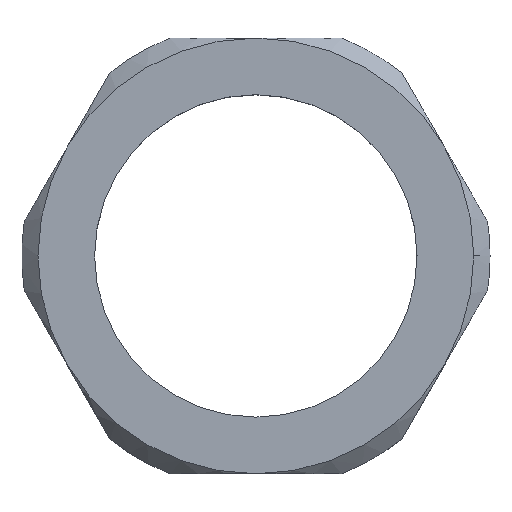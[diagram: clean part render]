
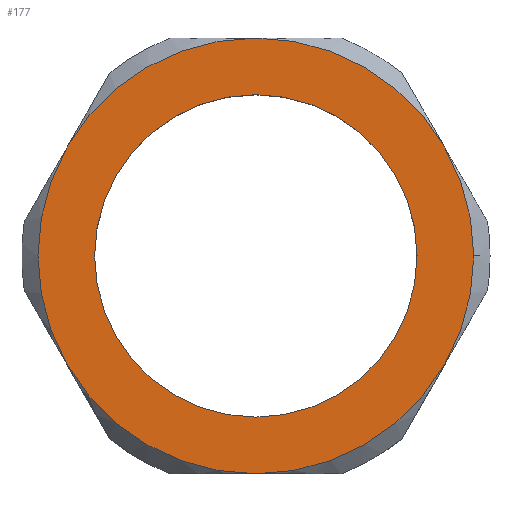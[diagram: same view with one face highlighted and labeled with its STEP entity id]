
A CAD part, top view. The second image highlights one B-rep face of the part: STEP entity #177.
In plain terms, the highlighted planar face has unit normal (0, 0, 1).
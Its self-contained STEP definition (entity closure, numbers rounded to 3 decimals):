
#3 = AXIS2_PLACEMENT_3D ( 'NONE', #623, #622, #621 ) ;
#7 = AXIS2_PLACEMENT_3D ( 'NONE', #613, #609, #608 ) ;
#10 = AXIS2_PLACEMENT_3D ( 'NONE', #311, #315, #316 ) ;
#12 = AXIS2_PLACEMENT_3D ( 'NONE', #317, #318, #319 ) ;
#23 = AXIS2_PLACEMENT_3D ( 'NONE', #592, #588, #587 ) ;
#28 = AXIS2_PLACEMENT_3D ( 'NONE', #586, #585, #584 ) ;
#29 = AXIS2_PLACEMENT_3D ( 'NONE', #577, #576, #575 ) ;
#31 = AXIS2_PLACEMENT_3D ( 'NONE', #580, #579, #578 ) ;
#32 = AXIS2_PLACEMENT_3D ( 'NONE', #583, #582, #581 ) ;
#43 = FACE_BOUND ( 'NONE', #751, .T. ) ;
#44 = FACE_OUTER_BOUND ( 'NONE', #733, .T. ) ;
#46 = AXIS2_PLACEMENT_3D ( 'NONE', #346, #347, #348 ) ;
#135 = EDGE_CURVE ( 'NONE', #780, #783, #186, .T. ) ;
#139 = EDGE_CURVE ( 'NONE', #784, #785, #235, .T. ) ;
#146 = EDGE_CURVE ( 'NONE', #785, #784, #231, .T. ) ;
#147 = EDGE_CURVE ( 'NONE', #788, #780, #230, .T. ) ;
#148 = EDGE_CURVE ( 'NONE', #783, #789, #229, .T. ) ;
#149 = EDGE_CURVE ( 'NONE', #789, #790, #227, .T. ) ;
#150 = EDGE_CURVE ( 'NONE', #790, #791, #226, .T. ) ;
#168 = EDGE_CURVE ( 'NONE', #792, #788, #225, .T. ) ;
#169 = EDGE_CURVE ( 'NONE', #791, #792, #224, .T. ) ;
#177 = ADVANCED_FACE ( 'NONE', ( #43, #44 ), #345, .T. ) ;
#186 = CIRCLE ( 'NONE', #3, 7.5 ) ;
#224 = CIRCLE ( 'NONE', #12, 7.5 ) ;
#225 = CIRCLE ( 'NONE', #10, 7.5 ) ;
#226 = CIRCLE ( 'NONE', #29, 7.5 ) ;
#227 = CIRCLE ( 'NONE', #31, 7.5 ) ;
#229 = CIRCLE ( 'NONE', #32, 7.5 ) ;
#230 = CIRCLE ( 'NONE', #28, 7.5 ) ;
#231 = CIRCLE ( 'NONE', #23, 5.55 ) ;
#235 = CIRCLE ( 'NONE', #7, 5.55 ) ;
#311 = CARTESIAN_POINT ( 'NONE',  ( 0., 0., 2.8 ) ) ;
#315 = DIRECTION ( 'NONE',  ( 0., 0., 1. ) ) ;
#316 = DIRECTION ( 'NONE',  ( 1., 0., 0. ) ) ;
#317 = CARTESIAN_POINT ( 'NONE',  ( 0., 0., 2.8 ) ) ;
#318 = DIRECTION ( 'NONE',  ( 0., 0., 1. ) ) ;
#319 = DIRECTION ( 'NONE',  ( 1., 0., 0. ) ) ;
#345 = PLANE ( 'NONE',  #46 ) ;
#346 = CARTESIAN_POINT ( 'NONE',  ( 0., 0., 2.8 ) ) ;
#347 = DIRECTION ( 'NONE',  ( 0., 0., 1. ) ) ;
#348 = DIRECTION ( 'NONE',  ( 1., 0., 0. ) ) ;
#495 = CARTESIAN_POINT ( 'NONE',  ( 7.5, 0., 2.8 ) ) ;
#498 = CARTESIAN_POINT ( 'NONE',  ( 6.495, 3.75, 2.8 ) ) ;
#499 = CARTESIAN_POINT ( 'NONE',  ( -5.55, 0., 2.8 ) ) ;
#500 = CARTESIAN_POINT ( 'NONE',  ( 5.55, 0., 2.8 ) ) ;
#503 = CARTESIAN_POINT ( 'NONE',  ( 6.495, -3.75, 2.8 ) ) ;
#504 = CARTESIAN_POINT ( 'NONE',  ( 0., 7.5, 2.8 ) ) ;
#505 = CARTESIAN_POINT ( 'NONE',  ( -6.495, 3.75, 2.8 ) ) ;
#506 = CARTESIAN_POINT ( 'NONE',  ( -6.495, -3.75, 2.8 ) ) ;
#507 = CARTESIAN_POINT ( 'NONE',  ( 0., -7.5, 2.8 ) ) ;
#575 = DIRECTION ( 'NONE',  ( 1., 0., 0. ) ) ;
#576 = DIRECTION ( 'NONE',  ( 0., 0., 1. ) ) ;
#577 = CARTESIAN_POINT ( 'NONE',  ( 0., 0., 2.8 ) ) ;
#578 = DIRECTION ( 'NONE',  ( 1., 0., 0. ) ) ;
#579 = DIRECTION ( 'NONE',  ( 0., 0., 1. ) ) ;
#580 = CARTESIAN_POINT ( 'NONE',  ( 0., 0., 2.8 ) ) ;
#581 = DIRECTION ( 'NONE',  ( 1., 0., 0. ) ) ;
#582 = DIRECTION ( 'NONE',  ( 0., 0., 1. ) ) ;
#583 = CARTESIAN_POINT ( 'NONE',  ( 0., 0., 2.8 ) ) ;
#584 = DIRECTION ( 'NONE',  ( 1., 0., 0. ) ) ;
#585 = DIRECTION ( 'NONE',  ( 0., 0., 1. ) ) ;
#586 = CARTESIAN_POINT ( 'NONE',  ( 0., 0., 2.8 ) ) ;
#587 = DIRECTION ( 'NONE',  ( 1., 0., 0. ) ) ;
#588 = DIRECTION ( 'NONE',  ( 0., 0., 1. ) ) ;
#592 = CARTESIAN_POINT ( 'NONE',  ( 0., 0., 2.8 ) ) ;
#608 = DIRECTION ( 'NONE',  ( 1., 0., 0. ) ) ;
#609 = DIRECTION ( 'NONE',  ( 0., 0., 1. ) ) ;
#613 = CARTESIAN_POINT ( 'NONE',  ( 0., 0., 2.8 ) ) ;
#621 = DIRECTION ( 'NONE',  ( 1., 0., 0. ) ) ;
#622 = DIRECTION ( 'NONE',  ( 0., 0., 1. ) ) ;
#623 = CARTESIAN_POINT ( 'NONE',  ( 0., 0., 2.8 ) ) ;
#718 = ORIENTED_EDGE ( 'NONE', *, *, #139, .F. ) ;
#719 = ORIENTED_EDGE ( 'NONE', *, *, #148, .T. ) ;
#720 = ORIENTED_EDGE ( 'NONE', *, *, #146, .F. ) ;
#721 = ORIENTED_EDGE ( 'NONE', *, *, #147, .T. ) ;
#722 = ORIENTED_EDGE ( 'NONE', *, *, #135, .T. ) ;
#723 = ORIENTED_EDGE ( 'NONE', *, *, #150, .T. ) ;
#724 = ORIENTED_EDGE ( 'NONE', *, *, #149, .T. ) ;
#725 = ORIENTED_EDGE ( 'NONE', *, *, #169, .T. ) ;
#733 = EDGE_LOOP ( 'NONE', ( #721, #722, #719, #724, #723, #725, #763 ) ) ;
#751 = EDGE_LOOP ( 'NONE', ( #718, #720 ) ) ;
#763 = ORIENTED_EDGE ( 'NONE', *, *, #168, .T. ) ;
#780 = VERTEX_POINT ( 'NONE', #495 ) ;
#783 = VERTEX_POINT ( 'NONE', #498 ) ;
#784 = VERTEX_POINT ( 'NONE', #499 ) ;
#785 = VERTEX_POINT ( 'NONE', #500 ) ;
#788 = VERTEX_POINT ( 'NONE', #503 ) ;
#789 = VERTEX_POINT ( 'NONE', #504 ) ;
#790 = VERTEX_POINT ( 'NONE', #505 ) ;
#791 = VERTEX_POINT ( 'NONE', #506 ) ;
#792 = VERTEX_POINT ( 'NONE', #507 ) ;
